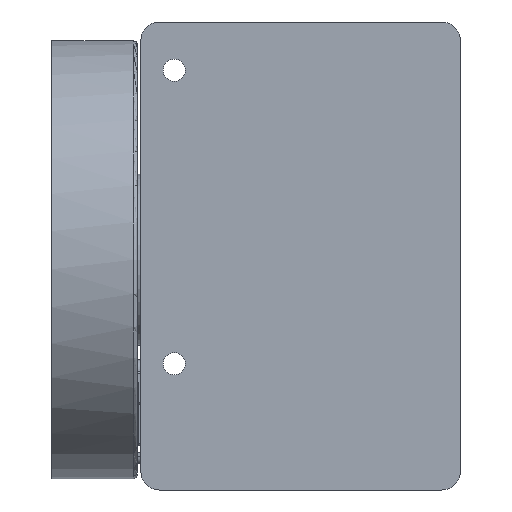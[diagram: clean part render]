
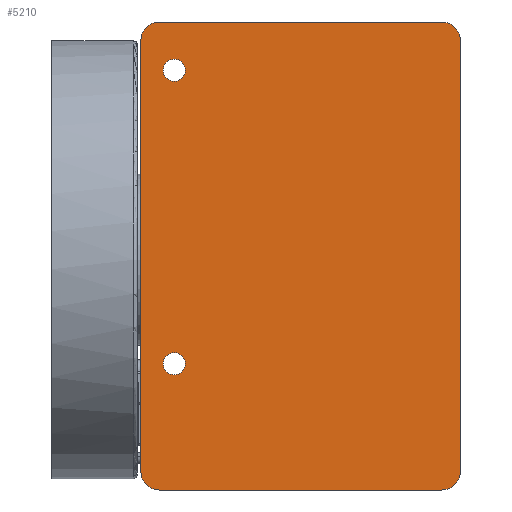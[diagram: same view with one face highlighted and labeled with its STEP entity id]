
A CAD part, left-side view. The second image highlights one B-rep face of the part: STEP entity #5210.
In plain terms, the highlighted planar face has unit normal (-1, 0, 0).
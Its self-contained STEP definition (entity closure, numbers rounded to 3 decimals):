
#270=FACE_BOUND('',#969,.T.);
#271=FACE_BOUND('',#970,.T.);
#645=FACE_OUTER_BOUND('',#968,.T.);
#968=EDGE_LOOP('',(#4528,#4529,#4530,#4531,#4532,#4533,#4534,#4535));
#969=EDGE_LOOP('',(#4536));
#970=EDGE_LOOP('',(#4537));
#1264=CIRCLE('',#5721,5.);
#1265=CIRCLE('',#5724,5.);
#1266=CIRCLE('',#5725,5.);
#1267=CIRCLE('',#5726,5.);
#1268=CIRCLE('',#5727,3.);
#1269=CIRCLE('',#5728,3.);
#1609=LINE('',#13964,#1975);
#1612=LINE('',#13970,#1978);
#1613=LINE('',#13974,#1979);
#1614=LINE('',#13978,#1980);
#1975=VECTOR('',#6998,10.);
#1978=VECTOR('',#7003,10.);
#1979=VECTOR('',#7006,10.);
#1980=VECTOR('',#7009,10.);
#2467=VERTEX_POINT('',#13957);
#2468=VERTEX_POINT('',#13959);
#2469=VERTEX_POINT('',#13963);
#2471=VERTEX_POINT('',#13969);
#2472=VERTEX_POINT('',#13971);
#2473=VERTEX_POINT('',#13973);
#2474=VERTEX_POINT('',#13975);
#2475=VERTEX_POINT('',#13977);
#2476=VERTEX_POINT('',#13980);
#2477=VERTEX_POINT('',#13982);
#3177=EDGE_CURVE('',#2467,#2468,#1264,.T.);
#3179=EDGE_CURVE('',#2469,#2468,#1609,.T.);
#3182=EDGE_CURVE('',#2467,#2471,#1612,.T.);
#3183=EDGE_CURVE('',#2472,#2471,#1265,.T.);
#3184=EDGE_CURVE('',#2472,#2473,#1613,.T.);
#3185=EDGE_CURVE('',#2474,#2473,#1266,.T.);
#3186=EDGE_CURVE('',#2474,#2475,#1614,.T.);
#3187=EDGE_CURVE('',#2469,#2475,#1267,.T.);
#3188=EDGE_CURVE('',#2476,#2476,#1268,.T.);
#3189=EDGE_CURVE('',#2477,#2477,#1269,.T.);
#4528=ORIENTED_EDGE('',*,*,#3177,.F.);
#4529=ORIENTED_EDGE('',*,*,#3182,.T.);
#4530=ORIENTED_EDGE('',*,*,#3183,.F.);
#4531=ORIENTED_EDGE('',*,*,#3184,.T.);
#4532=ORIENTED_EDGE('',*,*,#3185,.F.);
#4533=ORIENTED_EDGE('',*,*,#3186,.T.);
#4534=ORIENTED_EDGE('',*,*,#3187,.F.);
#4535=ORIENTED_EDGE('',*,*,#3179,.T.);
#4536=ORIENTED_EDGE('',*,*,#3188,.T.);
#4537=ORIENTED_EDGE('',*,*,#3189,.T.);
#4867=PLANE('',#5723);
#5210=ADVANCED_FACE('',(#645,#270,#271),#4867,.F.);
#5721=AXIS2_PLACEMENT_3D('',#13960,#6993,#6994);
#5723=AXIS2_PLACEMENT_3D('',#13968,#7001,#7002);
#5724=AXIS2_PLACEMENT_3D('',#13972,#7004,#7005);
#5725=AXIS2_PLACEMENT_3D('',#13976,#7007,#7008);
#5726=AXIS2_PLACEMENT_3D('',#13979,#7010,#7011);
#5727=AXIS2_PLACEMENT_3D('',#13981,#7012,#7013);
#5728=AXIS2_PLACEMENT_3D('',#13983,#7014,#7015);
#6993=DIRECTION('center_axis',(1.,0.,0.));
#6994=DIRECTION('ref_axis',(0.,0.707,0.707));
#6998=DIRECTION('',(0.,1.,0.));
#7001=DIRECTION('center_axis',(1.,0.,0.));
#7002=DIRECTION('ref_axis',(0.,1.,0.));
#7003=DIRECTION('',(0.,0.,-1.));
#7004=DIRECTION('center_axis',(1.,0.,0.));
#7005=DIRECTION('ref_axis',(0.,0.707,-0.707));
#7006=DIRECTION('',(0.,-1.,0.));
#7007=DIRECTION('center_axis',(1.,0.,0.));
#7008=DIRECTION('ref_axis',(0.,-0.707,-0.707));
#7009=DIRECTION('',(0.,0.,1.));
#7010=DIRECTION('center_axis',(1.,0.,0.));
#7011=DIRECTION('ref_axis',(0.,-0.707,0.707));
#7012=DIRECTION('center_axis',(1.,0.,0.));
#7013=DIRECTION('ref_axis',(0.,1.,0.));
#7014=DIRECTION('center_axis',(1.,0.,0.));
#7015=DIRECTION('ref_axis',(0.,1.,0.));
#13957=CARTESIAN_POINT('',(0.,83.,118.));
#13959=CARTESIAN_POINT('',(0.,78.,123.));
#13960=CARTESIAN_POINT('Origin',(0.,78.,118.));
#13963=CARTESIAN_POINT('',(0.,2.,123.));
#13964=CARTESIAN_POINT('',(0.,83.,123.));
#13968=CARTESIAN_POINT('Origin',(0.,40.,60.));
#13969=CARTESIAN_POINT('',(0.,83.,2.));
#13970=CARTESIAN_POINT('',(0.,83.,-3.));
#13971=CARTESIAN_POINT('',(0.,78.,-3.));
#13972=CARTESIAN_POINT('Origin',(0.,78.,2.));
#13973=CARTESIAN_POINT('',(0.,2.,-3.));
#13974=CARTESIAN_POINT('',(0.,-3.,-3.));
#13975=CARTESIAN_POINT('',(0.,-3.,2.));
#13976=CARTESIAN_POINT('Origin',(0.,2.,2.));
#13977=CARTESIAN_POINT('',(0.,-3.,118.));
#13978=CARTESIAN_POINT('',(0.,-3.,123.));
#13979=CARTESIAN_POINT('Origin',(0.,2.,118.));
#13980=CARTESIAN_POINT('',(0.,71.,110.));
#13981=CARTESIAN_POINT('Origin',(0.,74.,110.));
#13982=CARTESIAN_POINT('',(0.,71.,31.));
#13983=CARTESIAN_POINT('Origin',(0.,74.,31.));
